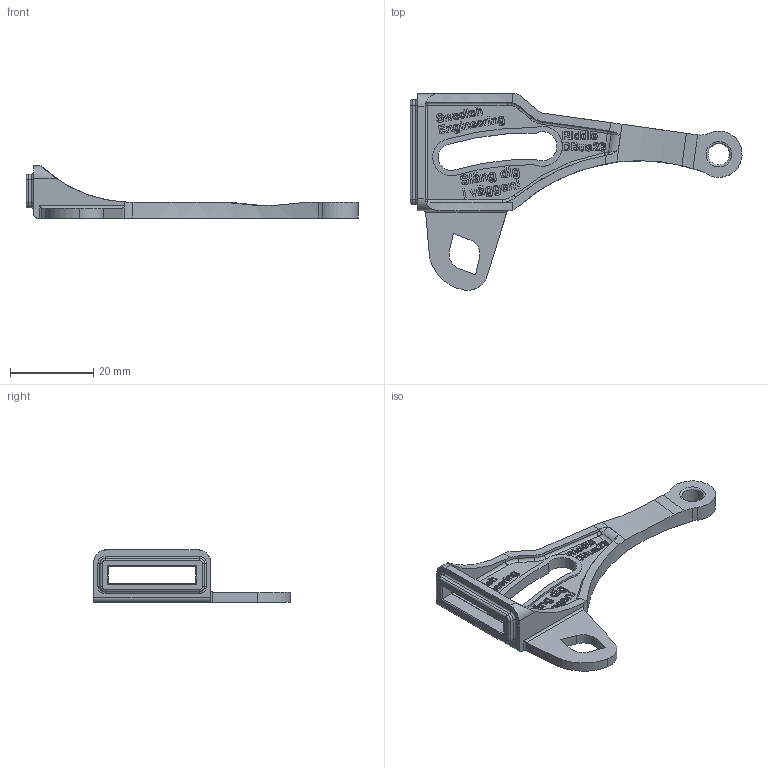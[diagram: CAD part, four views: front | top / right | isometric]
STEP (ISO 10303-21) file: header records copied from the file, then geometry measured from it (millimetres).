
FILE_DESCRIPTION(('HOOPS Exchange Step'),'2;1');
FILE_NAME('temp_export','2024-04-27T11:07:02+02:00',('riddle'),('Shapr3D Limited'),'HOOPS Exchange 2023.2','Shapr3D','Authorized');
FILE_SCHEMA( ('AUTOMOTIVE_DESIGN { 1 0 10303 214 1 1 1 1 }') );
Length unit declared in the file: millimetre
Products named in the file (1): root
Bounding box: 79.54 x 47.09 x 12.5 mm (x, y, z)
Volume: 4539.9 mm3; surface area: 4785.3 mm2
Topology: 1 solids, 1 shells, 696 faces, 1802 edges, 1187 vertices
Faces by surface type: plane 404, bspline 210, cylinder 67, torus 15
Full cylindrical faces by diameter (mm): 5.1 x1
Entity records: 27947 total; most frequent: CARTESIAN_POINT 12225, ORIENTED_EDGE 3602, DIRECTION 2486, EDGE_CURVE 1801, VECTOR 1228, LINE 1228, VERTEX_POINT 1187, EDGE_LOOP 784
